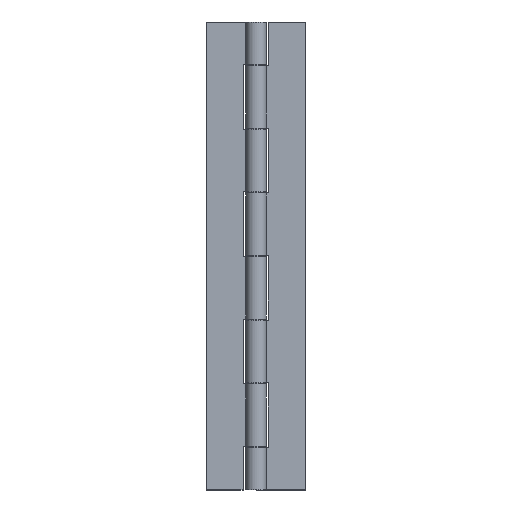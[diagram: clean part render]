
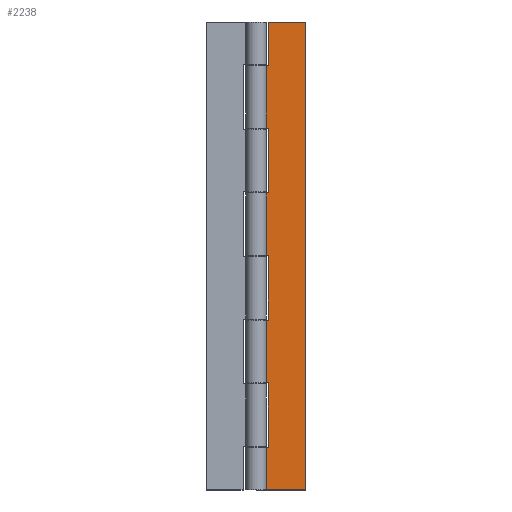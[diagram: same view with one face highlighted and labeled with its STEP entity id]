
A CAD part, top view. The second image highlights one B-rep face of the part: STEP entity #2238.
In plain terms, the highlighted planar face has unit normal (0, 0, 1).
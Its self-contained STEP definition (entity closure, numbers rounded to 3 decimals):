
#168 = VERTEX_POINT ( 'NONE', #778 ) ;
#169 = ORIENTED_EDGE ( 'NONE', *, *, #170, .T. ) ;
#170 = EDGE_CURVE ( 'NONE', #168, #391, #777, .T. ) ;
#171 = ORIENTED_EDGE ( 'NONE', *, *, #390, .T. ) ;
#172 = ORIENTED_EDGE ( 'NONE', *, *, #173, .T. ) ;
#173 = EDGE_CURVE ( 'NONE', #388, #174, #680, .T. ) ;
#174 = VERTEX_POINT ( 'NONE', #676 ) ;
#175 = ORIENTED_EDGE ( 'NONE', *, *, #176, .T. ) ;
#176 = EDGE_CURVE ( 'NONE', #174, #235, #675, .T. ) ;
#177 = VERTEX_POINT ( 'NONE', #671 ) ;
#178 = ORIENTED_EDGE ( 'NONE', *, *, #179, .T. ) ;
#179 = EDGE_CURVE ( 'NONE', #177, #168, #670, .T. ) ;
#235 = VERTEX_POINT ( 'NONE', #1003 ) ;
#236 = ORIENTED_EDGE ( 'NONE', *, *, #237, .T. ) ;
#237 = EDGE_CURVE ( 'NONE', #235, #405, #1002, .T. ) ;
#388 = VERTEX_POINT ( 'NONE', #1293 ) ;
#390 = EDGE_CURVE ( 'NONE', #391, #388, #1292, .T. ) ;
#391 = VERTEX_POINT ( 'NONE', #1288 ) ;
#402 = VERTEX_POINT ( 'NONE', #1168 ) ;
#404 = EDGE_CURVE ( 'NONE', #405, #402, #1263, .T. ) ;
#405 = VERTEX_POINT ( 'NONE', #1259 ) ;
#410 = EDGE_CURVE ( 'NONE', #411, #412, #1153, .T. ) ;
#411 = VERTEX_POINT ( 'NONE', #1149 ) ;
#412 = VERTEX_POINT ( 'NONE', #1148 ) ;
#667 = DIRECTION ( 'NONE',  ( 0., -1., 0. ) ) ;
#668 = VECTOR ( 'NONE', #667, 1000. ) ;
#669 = CARTESIAN_POINT ( 'NONE',  ( 4., 75., -1.75 ) ) ;
#670 = LINE ( 'NONE', #669, #668 ) ;
#671 = CARTESIAN_POINT ( 'NONE',  ( 4., 41., -1.75 ) ) ;
#672 = DIRECTION ( 'NONE',  ( 0., -1., 0. ) ) ;
#673 = VECTOR ( 'NONE', #672, 1000. ) ;
#674 = CARTESIAN_POINT ( 'NONE',  ( 4., 75., -1.75 ) ) ;
#675 = LINE ( 'NONE', #674, #673 ) ;
#676 = CARTESIAN_POINT ( 'NONE',  ( 4., 0.2, -1.75 ) ) ;
#677 = DIRECTION ( 'NONE',  ( 1., 0., 0. ) ) ;
#678 = VECTOR ( 'NONE', #677, 1000. ) ;
#679 = CARTESIAN_POINT ( 'NONE',  ( 16., 0.2, -1.75 ) ) ;
#680 = LINE ( 'NONE', #679, #678 ) ;
#681 = DIRECTION ( 'NONE',  ( -1., 0., 0. ) ) ;
#682 = VECTOR ( 'NONE', #681, 1000. ) ;
#683 = CARTESIAN_POINT ( 'NONE',  ( 16., 20.2, -1.75 ) ) ;
#777 = LINE ( 'NONE', #683, #682 ) ;
#778 = CARTESIAN_POINT ( 'NONE',  ( 4., 20.2, -1.75 ) ) ;
#999 = DIRECTION ( 'NONE',  ( -1., 0., 0. ) ) ;
#1000 = VECTOR ( 'NONE', #999, 1000. ) ;
#1001 = CARTESIAN_POINT ( 'NONE',  ( 16., -20.6, -1.75 ) ) ;
#1002 = LINE ( 'NONE', #1001, #1000 ) ;
#1003 = CARTESIAN_POINT ( 'NONE',  ( 4., -20.6, -1.75 ) ) ;
#1148 = CARTESIAN_POINT ( 'NONE',  ( 2.857, -75., -1.75 ) ) ;
#1149 = CARTESIAN_POINT ( 'NONE',  ( 2.857, -61.4, -1.75 ) ) ;
#1150 = DIRECTION ( 'NONE',  ( 0., -1., 0. ) ) ;
#1151 = VECTOR ( 'NONE', #1150, 1000. ) ;
#1152 = CARTESIAN_POINT ( 'NONE',  ( 2.857, 75., -1.75 ) ) ;
#1153 = LINE ( 'NONE', #1152, #1151 ) ;
#1168 = CARTESIAN_POINT ( 'NONE',  ( 2.857, -40.6, -1.75 ) ) ;
#1259 = CARTESIAN_POINT ( 'NONE',  ( 2.857, -20.6, -1.75 ) ) ;
#1260 = DIRECTION ( 'NONE',  ( 0., -1., 0. ) ) ;
#1261 = VECTOR ( 'NONE', #1260, 1000. ) ;
#1262 = CARTESIAN_POINT ( 'NONE',  ( 2.857, 75., -1.75 ) ) ;
#1263 = LINE ( 'NONE', #1262, #1261 ) ;
#1288 = CARTESIAN_POINT ( 'NONE',  ( 2.857, 20.2, -1.75 ) ) ;
#1289 = DIRECTION ( 'NONE',  ( 0., -1., 0. ) ) ;
#1290 = VECTOR ( 'NONE', #1289, 1000. ) ;
#1291 = CARTESIAN_POINT ( 'NONE',  ( 2.857, 75., -1.75 ) ) ;
#1292 = LINE ( 'NONE', #1291, #1290 ) ;
#1293 = CARTESIAN_POINT ( 'NONE',  ( 2.857, 0.2, -1.75 ) ) ;
#1385 = DIRECTION ( 'NONE',  ( 0., -1., 0. ) ) ;
#1386 = VECTOR ( 'NONE', #1385, 1000. ) ;
#1387 = CARTESIAN_POINT ( 'NONE',  ( 16., 75., -1.75 ) ) ;
#1388 = LINE ( 'NONE', #1387, #1386 ) ;
#1398 = CARTESIAN_POINT ( 'NONE',  ( 16., 75., -1.75 ) ) ;
#1399 = DIRECTION ( 'NONE',  ( 1., 0., 0. ) ) ;
#1400 = VECTOR ( 'NONE', #1399, 1000. ) ;
#1401 = CARTESIAN_POINT ( 'NONE',  ( 16., 75., -1.75 ) ) ;
#1402 = LINE ( 'NONE', #1401, #1400 ) ;
#1404 = CARTESIAN_POINT ( 'NONE',  ( 4., 75., -1.75 ) ) ;
#1475 = DIRECTION ( 'NONE',  ( 1., 0., 0. ) ) ;
#1476 = VECTOR ( 'NONE', #1475, 1000. ) ;
#1477 = CARTESIAN_POINT ( 'NONE',  ( 16., -75., -1.75 ) ) ;
#1478 = LINE ( 'NONE', #1477, #1476 ) ;
#1480 = CARTESIAN_POINT ( 'NONE',  ( 16., -75., -1.75 ) ) ;
#1503 = DIRECTION ( 'NONE',  ( -1., 0., 0. ) ) ;
#1504 = VECTOR ( 'NONE', #1503, 1000. ) ;
#1505 = CARTESIAN_POINT ( 'NONE',  ( 16., 61., -1.75 ) ) ;
#1506 = LINE ( 'NONE', #1505, #1504 ) ;
#1507 = CARTESIAN_POINT ( 'NONE',  ( 4., 61., -1.75 ) ) ;
#1533 = LINE ( 'NONE', #1597, #1596 ) ;
#1534 = DIRECTION ( 'NONE',  ( -1., 0., 0. ) ) ;
#1535 = DIRECTION ( 'NONE',  ( 0., 0., -1. ) ) ;
#1536 = CARTESIAN_POINT ( 'NONE',  ( 16., 75., -1.75 ) ) ;
#1537 = AXIS2_PLACEMENT_3D ( 'NONE', #1536, #1535, #1534 ) ;
#1538 = PLANE ( 'NONE',  #1537 ) ;
#1544 = FACE_OUTER_BOUND ( 'NONE', #2239, .T. ) ;
#1545 = CARTESIAN_POINT ( 'NONE',  ( 2.857, 61., -1.75 ) ) ;
#1546 = DIRECTION ( 'NONE',  ( 0., -1., 0. ) ) ;
#1547 = VECTOR ( 'NONE', #1546, 1000. ) ;
#1548 = CARTESIAN_POINT ( 'NONE',  ( 2.857, 75., -1.75 ) ) ;
#1549 = LINE ( 'NONE', #1548, #1547 ) ;
#1550 = CARTESIAN_POINT ( 'NONE',  ( 2.857, 41., -1.75 ) ) ;
#1562 = DIRECTION ( 'NONE',  ( 1., 0., 0. ) ) ;
#1563 = VECTOR ( 'NONE', #1562, 1000. ) ;
#1564 = CARTESIAN_POINT ( 'NONE',  ( 16., 41., -1.75 ) ) ;
#1565 = LINE ( 'NONE', #1564, #1563 ) ;
#1570 = DIRECTION ( 'NONE',  ( -1., 0., 0. ) ) ;
#1571 = VECTOR ( 'NONE', #1570, 1000. ) ;
#1572 = CARTESIAN_POINT ( 'NONE',  ( 16., -61.4, -1.75 ) ) ;
#1573 = LINE ( 'NONE', #1572, #1571 ) ;
#1593 = CARTESIAN_POINT ( 'NONE',  ( 4., -61.4, -1.75 ) ) ;
#1594 = CARTESIAN_POINT ( 'NONE',  ( 4., -40.6, -1.75 ) ) ;
#1595 = DIRECTION ( 'NONE',  ( 0., -1., 0. ) ) ;
#1596 = VECTOR ( 'NONE', #1595, 1000. ) ;
#1597 = CARTESIAN_POINT ( 'NONE',  ( 4., 75., -1.75 ) ) ;
#1710 = DIRECTION ( 'NONE',  ( 0., -1., 0. ) ) ;
#1711 = VECTOR ( 'NONE', #1710, 1000. ) ;
#1712 = CARTESIAN_POINT ( 'NONE',  ( 4., 75., -1.75 ) ) ;
#1713 = LINE ( 'NONE', #1712, #1711 ) ;
#1822 = DIRECTION ( 'NONE',  ( 1., 0., 0. ) ) ;
#1823 = VECTOR ( 'NONE', #1822, 1000. ) ;
#1824 = CARTESIAN_POINT ( 'NONE',  ( 16., -40.6, -1.75 ) ) ;
#1825 = LINE ( 'NONE', #1824, #1823 ) ;
#2193 = ORIENTED_EDGE ( 'NONE', *, *, #2194, .T. ) ;
#2194 = EDGE_CURVE ( 'NONE', #2243, #411, #1573, .T. ) ;
#2195 = ORIENTED_EDGE ( 'NONE', *, *, #410, .T. ) ;
#2196 = ORIENTED_EDGE ( 'NONE', *, *, #2279, .T. ) ;
#2219 = VERTEX_POINT ( 'NONE', #1507 ) ;
#2220 = ORIENTED_EDGE ( 'NONE', *, *, #2221, .T. ) ;
#2221 = EDGE_CURVE ( 'NONE', #2219, #2234, #1506, .T. ) ;
#2222 = ORIENTED_EDGE ( 'NONE', *, *, #2233, .T. ) ;
#2223 = ORIENTED_EDGE ( 'NONE', *, *, #2224, .T. ) ;
#2224 = EDGE_CURVE ( 'NONE', #2231, #177, #1565, .T. ) ;
#2231 = VERTEX_POINT ( 'NONE', #1550 ) ;
#2233 = EDGE_CURVE ( 'NONE', #2234, #2231, #1549, .T. ) ;
#2234 = VERTEX_POINT ( 'NONE', #1545 ) ;
#2238 = ADVANCED_FACE ( 'NONE', ( #1544 ), #1538, .F. ) ;
#2239 = EDGE_LOOP ( 'NONE', ( #2240, #2193, #2195, #2196, #2360, #2361, #2362, #2220, #2222, #2223, #178, #169, #171, #172, #175, #236, #2324, #2325 ) ) ;
#2240 = ORIENTED_EDGE ( 'NONE', *, *, #2241, .T. ) ;
#2241 = EDGE_CURVE ( 'NONE', #2242, #2243, #1533, .T. ) ;
#2242 = VERTEX_POINT ( 'NONE', #1594 ) ;
#2243 = VERTEX_POINT ( 'NONE', #1593 ) ;
#2248 = VERTEX_POINT ( 'NONE', #1404 ) ;
#2251 = EDGE_CURVE ( 'NONE', #2248, #2252, #1402, .T. ) ;
#2252 = VERTEX_POINT ( 'NONE', #1398 ) ;
#2260 = EDGE_CURVE ( 'NONE', #2252, #2276, #1388, .T. ) ;
#2276 = VERTEX_POINT ( 'NONE', #1480 ) ;
#2279 = EDGE_CURVE ( 'NONE', #412, #2276, #1478, .T. ) ;
#2324 = ORIENTED_EDGE ( 'NONE', *, *, #404, .T. ) ;
#2325 = ORIENTED_EDGE ( 'NONE', *, *, #2326, .T. ) ;
#2326 = EDGE_CURVE ( 'NONE', #402, #2242, #1825, .T. ) ;
#2360 = ORIENTED_EDGE ( 'NONE', *, *, #2260, .F. ) ;
#2361 = ORIENTED_EDGE ( 'NONE', *, *, #2251, .F. ) ;
#2362 = ORIENTED_EDGE ( 'NONE', *, *, #2363, .T. ) ;
#2363 = EDGE_CURVE ( 'NONE', #2248, #2219, #1713, .T. ) ;
